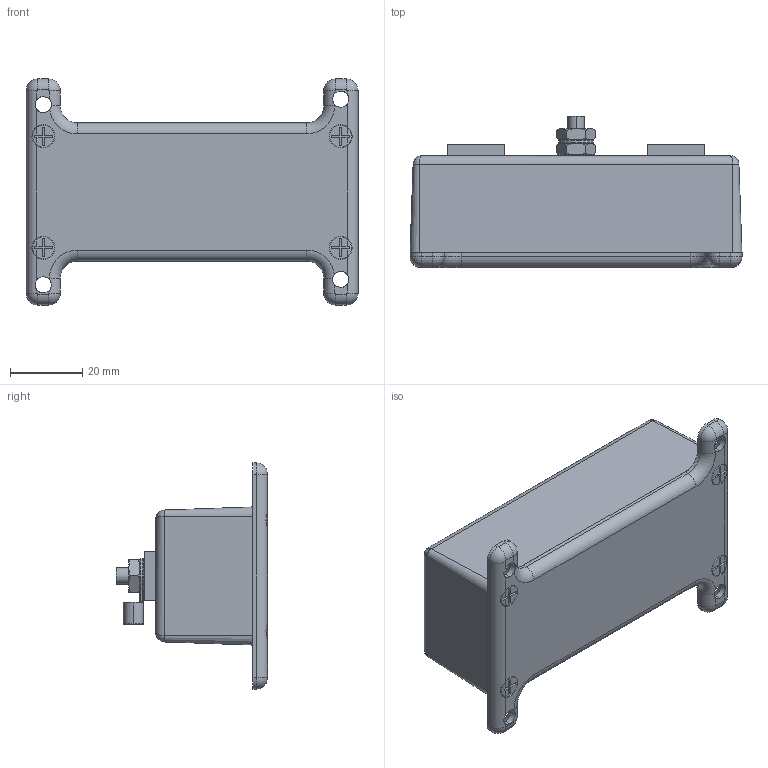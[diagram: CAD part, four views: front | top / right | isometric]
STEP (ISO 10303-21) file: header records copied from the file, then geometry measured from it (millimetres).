
FILE_DESCRIPTION (( 'STEP AP203' ), '1' );
FILE_NAME ('HGLN-DT.STEP', '2011-01-20T14:16:59', ( 'x' ), ( 'Microsoft' ), 'SwSTEP 2.0', 'SolidWorks 2010', '' );
FILE_SCHEMA (( 'CONFIG_CONTROL_DESIGN' ));
Length unit declared in the file: inch
Products named in the file (6): HGLN-DT; HGLN-DT-MA1; HGLN-DT-MA2_WITHOUT DC; C-5520425-3; XCT-0005; XFN-0003
Assembly tree (7 placements, depth 2):
  HGLN-DT
    HGLN-DT-MA1
    XFN-0003  x2
    C-5520425-3  x2
    HGLN-DT-MA2_WITHOUT DC
    XCT-0005
Bounding box: 92.2 x 41.96 x 62.79 mm (x, y, z)
Volume: 105010.9 mm3; surface area: 29873.8 mm2
Topology: 7 solids, 7 shells, 574 faces, 1541 edges, 989 vertices
Faces by surface type: plane 380, cylinder 105, cone 44, torus 39, bspline 6
Entity records: 16053 total; most frequent: CARTESIAN_POINT 5271, ORIENTED_EDGE 2122, DIRECTION 2085, EDGE_CURVE 1061, LINE 723, VECTOR 723, AXIS2_PLACEMENT_3D 681, VERTEX_POINT 679
